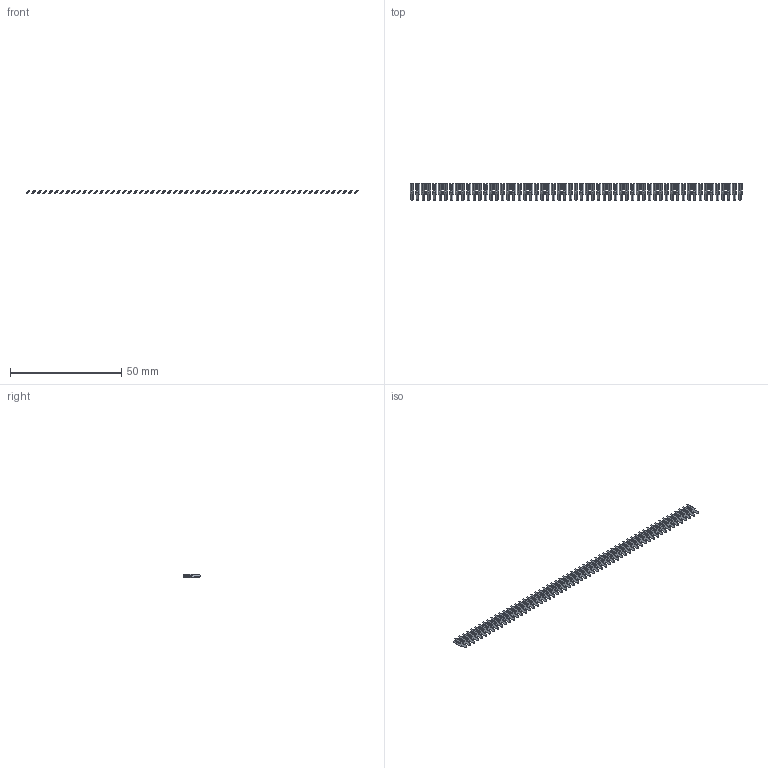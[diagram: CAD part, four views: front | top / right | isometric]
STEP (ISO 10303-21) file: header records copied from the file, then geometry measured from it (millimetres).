
FILE_DESCRIPTION (( 'STEP AP203' ), '1' );
FILE_NAME ('106-059-253-100.STEP', '2020-04-16T22:02:43', ( '' ), ( '' ), 'SwSTEP 2.0', 'SolidWorks 2016', '' );
FILE_SCHEMA (( 'CONFIG_CONTROL_DESIGN' ));
Length unit declared in the file: inch
Products named in the file (2): 100-290-001_100-290-253; 106-059-253-100
Assembly tree (59 placements, depth 2):
  106-059-253-100
    100-290-001_100-290-253  x59
Bounding box: 149.12 x 7.62 x 1.8 mm (x, y, z)
Volume: 325.5 mm3; surface area: 2030 mm2
Topology: 59 solids, 59 shells, 1180 faces, 3186 edges, 2124 vertices
Faces by surface type: plane 1121, cylinder 59
Entity records: 2676 total; most frequent: DIRECTION 220, CARTESIAN_POINT 172, COORDINATED_UNIVERSAL_TIME_OFFSET 128, LOCAL_TIME 128, CALENDAR_DATE 128, DATE_AND_TIME 128, ORIENTED_EDGE 108, AXIS2_PLACEMENT_3D 84
